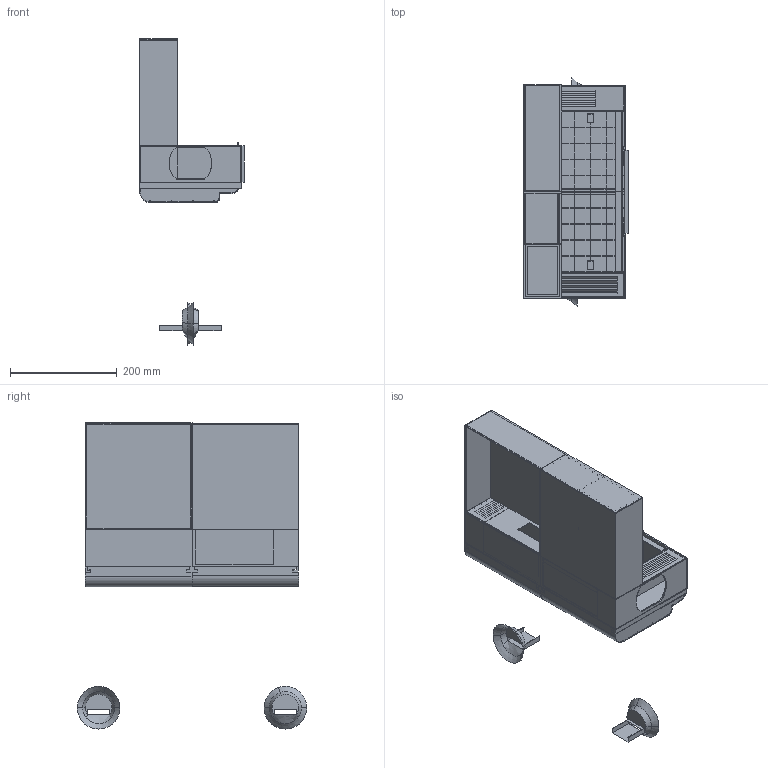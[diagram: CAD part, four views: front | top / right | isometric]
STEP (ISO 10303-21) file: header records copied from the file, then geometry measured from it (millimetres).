
FILE_DESCRIPTION(('CATIA V5 STEP Exchange'),'2;1');
FILE_NAME('smartfarm.stp','2023-10-16T06:04:39+00:00',('none'),('none'),'CATIA Version 5 Release 20 GA (IN-10)','CATIA V5 STEP AP203','none');
FILE_SCHEMA(('CONFIG_CONTROL_DESIGN'));
Length unit declared in the file: millimetre
Products named in the file (4): frame; back_frame; sidefan; frontcov
Assembly tree (26 placements, depth 3):
  frame
    #58
    #11148
    #15948
    back_frame
      #16131
      #16752
      #17328
      #18969
      #19778
      #20095
      #20813
    sidefan  x2
      #21272
      #22099
      #22552
    #19778
    #23471
    #24138  x2
    #27663
    #27980  x2
    frontcov
      #28244
      #28712
Bounding box: 196 x 430 x 573.78 mm (x, y, z)
Volume: 1397282 mm3; surface area: 1869817.2 mm2
Topology: 24 solids, 28 shells, 1312 faces, 3590 edges, 2437 vertices
Faces by surface type: plane 1255, cylinder 41, bspline 10, cone 6
Entity records: 28997 total; most frequent: ORIENTED_EDGE 5953, CARTESIAN_POINT 5132, DIRECTION 3544, EDGE_CURVE 2512, VECTOR 2444, LINE 2444, VERTEX_POINT 1670, EDGE_LOOP 1229
